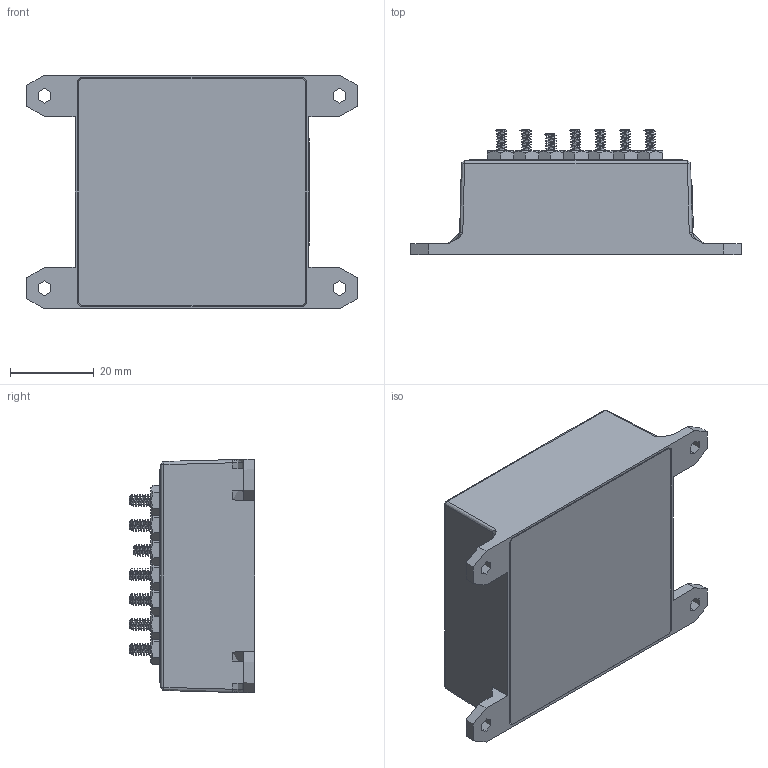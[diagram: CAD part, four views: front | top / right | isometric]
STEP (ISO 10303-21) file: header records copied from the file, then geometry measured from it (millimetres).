
FILE_DESCRIPTION (( 'STEP AP214' ), '1' );
FILE_NAME ('1101-361-E.STEP', '2019-01-24T17:15:07', ( '' ), ( '' ), 'SwSTEP 2.0', 'SolidWorks 2018', '' );
FILE_SCHEMA (( 'AUTOMOTIVE_DESIGN' ));
Length unit declared in the file: inch
Products named in the file (34): 2100-023; 2102-029; 2001-050; 1101-361-E; 2003-4036; 2003-977; 2021-024; 2001-049
Assembly tree (33 placements, depth 3):
  2100-023
  2100-023
  2001-050
  2100-023
  1101-361-E
    2021-024
      2001-050
    2102-029  x7
    2100-023  x14
    2003-4036
    2001-049
    2003-977
Bounding box: 79.04 x 29.93 x 55.88 mm (x, y, z)
Volume: 25711.3 mm3; surface area: 31142.5 mm2
Topology: 25 solids, 25 shells, 3368 faces, 8935 edges, 5783 vertices
Faces by surface type: plane 1158, cylinder 1054, bspline 693, cone 417, torus 28, sphere 18
Entity records: 139318 total; most frequent: CARTESIAN_POINT 77971, ORIENTED_EDGE 9982, DIRECTION 5980, EDGE_CURVE 4991, VERTEX_POINT 3308, VECTOR 3180, LINE 3180, EDGE_LOOP 2021
